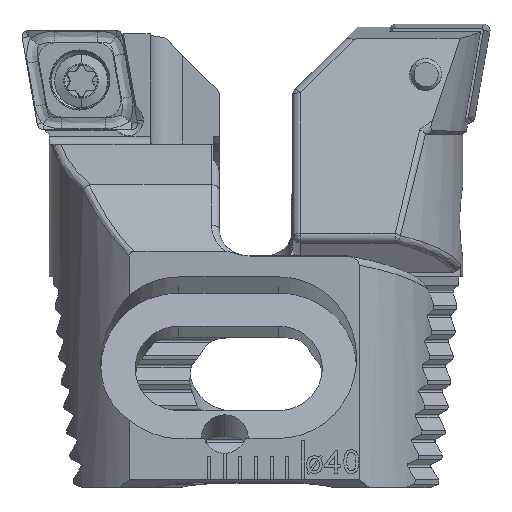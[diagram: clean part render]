
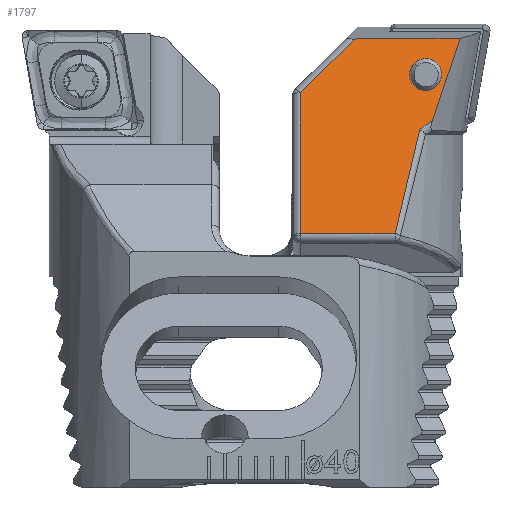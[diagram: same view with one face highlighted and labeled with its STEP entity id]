
A CAD part, top view. The second image highlights one B-rep face of the part: STEP entity #1797.
In plain terms, the highlighted face is planar.
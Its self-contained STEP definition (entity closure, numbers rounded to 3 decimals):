
#2 = VECTOR ( 'NONE', #3652, 1000. ) ;
#319 = LINE ( 'NONE', #20793, #9145 ) ;
#874 = VERTEX_POINT ( 'NONE', #22323 ) ;
#958 =( BOUNDED_CURVE ( )  B_SPLINE_CURVE ( 3, ( #14904, #2656, #6068, #4431 ),
 .UNSPECIFIED., .F., .T. ) 
 B_SPLINE_CURVE_WITH_KNOTS ( ( 4, 4 ),
 ( 1.378, 4.519 ),
 .UNSPECIFIED. ) 
 CURVE ( )  GEOMETRIC_REPRESENTATION_ITEM ( )  RATIONAL_B_SPLINE_CURVE ( ( 1., 0.333, 0.333, 1. ) ) 
 REPRESENTATION_ITEM ( '' )  );
#1797 = ADVANCED_FACE ( 'NONE', ( #6979, #12179 ), #3526, .F. ) ;
#1931 = EDGE_CURVE ( 'NONE', #7744, #10475, #19022, .T. ) ;
#2129 = DIRECTION ( 'NONE',  ( 0., -0.966, -0.259 ) ) ;
#2656 = CARTESIAN_POINT ( 'NONE',  ( 3.137, -5.292, -7.089 ) ) ;
#3065 = DIRECTION ( 'NONE',  ( 0., -0.259, 0.966 ) ) ;
#3107 = EDGE_CURVE ( 'NONE', #7744, #9663, #14024, .T. ) ;
#3182 = CARTESIAN_POINT ( 'NONE',  ( 4.503, -6.763, -7.483 ) ) ;
#3455 = CARTESIAN_POINT ( 'NONE',  ( 29.25, -0.147, -5.71 ) ) ;
#3526 = PLANE ( 'NONE',  #20842 ) ;
#3652 = DIRECTION ( 'NONE',  ( -1., 0.007, 0.002 ) ) ;
#3694 = CARTESIAN_POINT ( 'NONE',  ( 29.243, -1.096, -5.965 ) ) ;
#4431 = CARTESIAN_POINT ( 'NONE',  ( 5.161, -3.242, -6.54 ) ) ;
#4628 = ORIENTED_EDGE ( 'NONE', *, *, #17096, .T. ) ;
#4761 = CARTESIAN_POINT ( 'NONE',  ( 5.132, -1.192, -5.99 ) ) ;
#4971 = CARTESIAN_POINT ( 'NONE',  ( 3.96, -6.377, -7.38 ) ) ;
#4984 = CARTESIAN_POINT ( 'NONE',  ( 4.503, -6.763, -7.483 ) ) ;
#5048 = CARTESIAN_POINT ( 'NONE',  ( 4.968, -9.178, -8.13 ) ) ;
#5133 = CARTESIAN_POINT ( 'NONE',  ( 5.495, -11.409, -8.728 ) ) ;
#5390 = CARTESIAN_POINT ( 'NONE',  ( 6.078, -13.434, -9.271 ) ) ;
#5678 = ORIENTED_EDGE ( 'NONE', *, *, #13785, .T. ) ;
#5914 = EDGE_CURVE ( 'NONE', #874, #13843, #6924, .T. ) ;
#6068 = CARTESIAN_POINT ( 'NONE',  ( 5.19, -5.292, -7.089 ) ) ;
#6924 =( BOUNDED_CURVE ( )  B_SPLINE_CURVE ( 3, ( #5390, #5133, #5048, #4984 ),
 .UNSPECIFIED., .F., .F. ) 
 B_SPLINE_CURVE_WITH_KNOTS ( ( 4, 4 ),
 ( 3.891, 4.09 ),
 .UNSPECIFIED. ) 
 CURVE ( )  GEOMETRIC_REPRESENTATION_ITEM ( )  RATIONAL_B_SPLINE_CURVE ( ( 1., 0.997, 0.997, 1. ) ) 
 REPRESENTATION_ITEM ( '' )  );
#6979 = FACE_BOUND ( 'NONE', #11655, .T. ) ;
#7407 = ORIENTED_EDGE ( 'NONE', *, *, #15959, .T. ) ;
#7660 = CARTESIAN_POINT ( 'NONE',  ( 5.161, -3.242, -6.54 ) ) ;
#7744 = VERTEX_POINT ( 'NONE', #18812 ) ;
#7840 = EDGE_CURVE ( 'NONE', #20636, #9663, #10322, .T. ) ;
#8097 = CARTESIAN_POINT ( 'NONE',  ( 12.15, -13.434, -9.271 ) ) ;
#8146 = ORIENTED_EDGE ( 'NONE', *, *, #7840, .T. ) ;
#8158 = CARTESIAN_POINT ( 'NONE',  ( 4.503, -6.763, -7.483 ) ) ;
#8320 = CARTESIAN_POINT ( 'NONE',  ( 3.108, -3.242, -6.54 ) ) ;
#8321 = CARTESIAN_POINT ( 'NONE',  ( 18.197, -10.459, -8.473 ) ) ;
#8728 = ORIENTED_EDGE ( 'NONE', *, *, #3107, .F. ) ;
#9145 = VECTOR ( 'NONE', #10687, 1000. ) ;
#9561 = DIRECTION ( 'NONE',  ( 0.695, -0.695, -0.186 ) ) ;
#9663 = VERTEX_POINT ( 'NONE', #10723 ) ;
#10322 =( BOUNDED_CURVE ( )  B_SPLINE_CURVE ( 3, ( #13253, #14059, #13349, #13052 ),
 .UNSPECIFIED., .F., .F. ) 
 B_SPLINE_CURVE_WITH_KNOTS ( ( 4, 4 ),
 ( 4.16, 4.286 ),
 .UNSPECIFIED. ) 
 CURVE ( )  GEOMETRIC_REPRESENTATION_ITEM ( )  RATIONAL_B_SPLINE_CURVE ( ( 1., 0.999, 0.999, 1. ) ) 
 REPRESENTATION_ITEM ( '' )  );
#10475 = VERTEX_POINT ( 'NONE', #21710 ) ;
#10546 = LINE ( 'NONE', #10578, #13532 ) ;
#10578 = CARTESIAN_POINT ( 'NONE',  ( 29.25, -13.434, -9.271 ) ) ;
#10687 = DIRECTION ( 'NONE',  ( 0., -0.966, -0.259 ) ) ;
#10723 = CARTESIAN_POINT ( 'NONE',  ( 1.912, -0.914, -5.916 ) ) ;
#10766 = CARTESIAN_POINT ( 'NONE',  ( 3.691, -6.18, -7.327 ) ) ;
#11136 = ORIENTED_EDGE ( 'NONE', *, *, #1931, .T. ) ;
#11655 = EDGE_LOOP ( 'NONE', ( #4628, #5678 ) ) ;
#11794 = EDGE_CURVE ( 'NONE', #19722, #874, #10546, .T. ) ;
#11920 = EDGE_LOOP ( 'NONE', ( #7407, #8146, #8728, #11136, #12037, #14928, #15518 ) ) ;
#12037 = ORIENTED_EDGE ( 'NONE', *, *, #12956, .T. ) ;
#12179 = FACE_OUTER_BOUND ( 'NONE', #11920, .T. ) ;
#12956 = EDGE_CURVE ( 'NONE', #10475, #19722, #319, .T. ) ;
#13052 = CARTESIAN_POINT ( 'NONE',  ( 1.912, -0.914, -5.916 ) ) ;
#13253 = CARTESIAN_POINT ( 'NONE',  ( 3.691, -6.18, -7.327 ) ) ;
#13349 = CARTESIAN_POINT ( 'NONE',  ( 2.486, -2.734, -6.404 ) ) ;
#13532 = VECTOR ( 'NONE', #15770, 1000. ) ;
#13693 = CARTESIAN_POINT ( 'NONE',  ( 4.23, -6.572, -7.432 ) ) ;
#13785 = EDGE_CURVE ( 'NONE', #14212, #19187, #958, .T. ) ;
#13843 = VERTEX_POINT ( 'NONE', #8158 ) ;
#14024 = LINE ( 'NONE', #3694, #2 ) ;
#14059 = CARTESIAN_POINT ( 'NONE',  ( 3.08, -4.492, -6.874 ) ) ;
#14062 = VECTOR ( 'NONE', #9561, 1000. ) ;
#14212 = VERTEX_POINT ( 'NONE', #20771 ) ;
#14904 = CARTESIAN_POINT ( 'NONE',  ( 3.108, -3.242, -6.54 ) ) ;
#14928 = ORIENTED_EDGE ( 'NONE', *, *, #11794, .T. ) ;
#15129 = CARTESIAN_POINT ( 'NONE',  ( 5.161, -3.242, -6.54 ) ) ;
#15518 = ORIENTED_EDGE ( 'NONE', *, *, #5914, .T. ) ;
#15770 = DIRECTION ( 'NONE',  ( -1., 0., 0. ) ) ;
#15959 = EDGE_CURVE ( 'NONE', #13843, #20636, #22235, .T. ) ;
#17092 = CARTESIAN_POINT ( 'NONE',  ( 3.691, -6.18, -7.327 ) ) ;
#17096 = EDGE_CURVE ( 'NONE', #19187, #14212, #17202, .T. ) ;
#17202 =( BOUNDED_CURVE ( )  B_SPLINE_CURVE ( 3, ( #15129, #4761, #18539, #8320 ),
 .UNSPECIFIED., .F., .F. ) 
 B_SPLINE_CURVE_WITH_KNOTS ( ( 4, 4 ),
 ( 4.519, 7.661 ),
 .UNSPECIFIED. ) 
 CURVE ( )  GEOMETRIC_REPRESENTATION_ITEM ( )  RATIONAL_B_SPLINE_CURVE ( ( 1., 0.333, 0.333, 1. ) ) 
 REPRESENTATION_ITEM ( '' )  );
#18539 = CARTESIAN_POINT ( 'NONE',  ( 3.08, -1.192, -5.99 ) ) ;
#18812 = CARTESIAN_POINT ( 'NONE',  ( 8.697, -0.959, -5.928 ) ) ;
#19022 = LINE ( 'NONE', #8321, #14062 ) ;
#19187 = VERTEX_POINT ( 'NONE', #7660 ) ;
#19722 = VERTEX_POINT ( 'NONE', #8097 ) ;
#20636 = VERTEX_POINT ( 'NONE', #10766 ) ;
#20771 = CARTESIAN_POINT ( 'NONE',  ( 3.108, -3.242, -6.54 ) ) ;
#20793 = CARTESIAN_POINT ( 'NONE',  ( 12.15, -0.147, -5.71 ) ) ;
#20842 = AXIS2_PLACEMENT_3D ( 'NONE', #3455, #3065, #2129 ) ;
#21710 = CARTESIAN_POINT ( 'NONE',  ( 12.15, -4.413, -6.853 ) ) ;
#22235 = B_SPLINE_CURVE_WITH_KNOTS ( 'NONE', 3,
 ( #3182, #13693, #4971, #17092 ),
 .UNSPECIFIED., .F., .F.,
 ( 4, 4 ),
 ( 0., 0.001 ),
 .UNSPECIFIED. ) ;
#22323 = CARTESIAN_POINT ( 'NONE',  ( 6.078, -13.434, -9.271 ) ) ;
